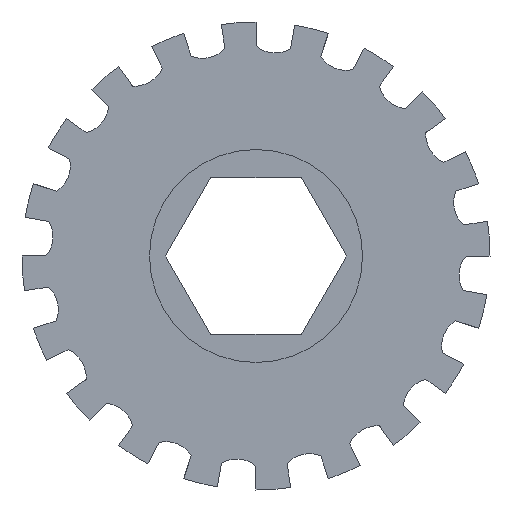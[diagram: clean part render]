
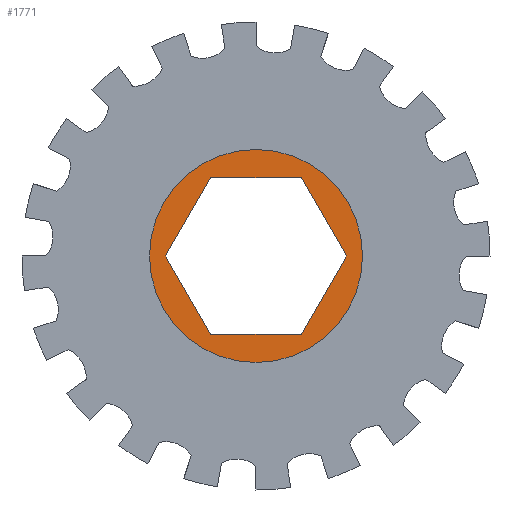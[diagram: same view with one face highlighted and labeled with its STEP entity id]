
A CAD part, front view. The second image highlights one B-rep face of the part: STEP entity #1771.
In plain terms, the highlighted planar face has unit normal (0, -1, 0).
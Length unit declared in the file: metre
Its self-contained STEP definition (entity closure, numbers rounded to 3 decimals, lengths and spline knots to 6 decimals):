
#114=CIRCLE('',#1935,0.005293);
#648=ORIENTED_EDGE('',*,*,#904,.F.);
#649=ORIENTED_EDGE('',*,*,#906,.F.);
#650=ORIENTED_EDGE('',*,*,#908,.F.);
#651=ORIENTED_EDGE('',*,*,#910,.F.);
#652=ORIENTED_EDGE('',*,*,#912,.F.);
#653=ORIENTED_EDGE('',*,*,#913,.F.);
#654=ORIENTED_EDGE('',*,*,#914,.T.);
#904=EDGE_CURVE('',#1083,#1082,#1257,.T.);
#906=EDGE_CURVE('',#1084,#1083,#1259,.T.);
#908=EDGE_CURVE('',#1085,#1084,#1261,.T.);
#910=EDGE_CURVE('',#1086,#1085,#1263,.T.);
#912=EDGE_CURVE('',#1087,#1086,#1265,.T.);
#913=EDGE_CURVE('',#1082,#1087,#1266,.T.);
#914=EDGE_CURVE('',#1088,#1088,#114,.T.);
#1082=VERTEX_POINT('',#3140);
#1083=VERTEX_POINT('',#3142);
#1084=VERTEX_POINT('',#3146);
#1085=VERTEX_POINT('',#3150);
#1086=VERTEX_POINT('',#3154);
#1087=VERTEX_POINT('',#3158);
#1088=VERTEX_POINT('',#3164);
#1257=LINE('',#3143,#1435);
#1259=LINE('',#3147,#1437);
#1261=LINE('',#3151,#1439);
#1263=LINE('',#3155,#1441);
#1265=LINE('',#3159,#1443);
#1266=LINE('',#3161,#1444);
#1435=VECTOR('',#2395,1.);
#1437=VECTOR('',#2399,1.);
#1439=VECTOR('',#2403,1.);
#1441=VECTOR('',#2407,1.);
#1443=VECTOR('',#2411,1.);
#1444=VECTOR('',#2414,1.);
#1537=EDGE_LOOP('',(#648,#649,#650,#651,#652,#653));
#1538=EDGE_LOOP('',(#654));
#1631=FACE_BOUND('',#1537,.T.);
#1632=FACE_BOUND('',#1538,.T.);
#1681=PLANE('',#1936);
#1771=ADVANCED_FACE('',(#1631,#1632),#1681,.T.);
#1935=AXIS2_PLACEMENT_3D('',#3163,#2417,#2418);
#1936=AXIS2_PLACEMENT_3D('',#3165,#2419,#2420);
#2395=DIRECTION('',(-1.,0.,0.));
#2399=DIRECTION('',(-0.5,0.,0.866));
#2403=DIRECTION('',(0.5,0.,0.866));
#2407=DIRECTION('',(1.,0.,0.));
#2411=DIRECTION('',(0.5,0.,-0.866));
#2414=DIRECTION('',(-0.5,0.,-0.866));
#2417=DIRECTION('',(0.,-1.,0.));
#2418=DIRECTION('',(-1.,0.,0.));
#2419=DIRECTION('',(0.,-1.,0.));
#2420=DIRECTION('',(1.,0.,0.));
#3140=CARTESIAN_POINT('',(-0.00225,-0.003,0.003897));
#3142=CARTESIAN_POINT('',(0.00225,-0.003,0.003897));
#3143=CARTESIAN_POINT('',(0.,-0.003,0.003897));
#3146=CARTESIAN_POINT('',(0.0045,-0.003,0.));
#3147=CARTESIAN_POINT('',(0.003375,-0.003,0.001949));
#3150=CARTESIAN_POINT('',(0.00225,-0.003,-0.003897));
#3151=CARTESIAN_POINT('',(0.003375,-0.003,-0.001949));
#3154=CARTESIAN_POINT('',(-0.00225,-0.003,-0.003897));
#3155=CARTESIAN_POINT('',(0.,-0.003,-0.003897));
#3158=CARTESIAN_POINT('',(-0.0045,-0.003,0.));
#3159=CARTESIAN_POINT('',(-0.003375,-0.003,-0.001949));
#3161=CARTESIAN_POINT('',(-0.003375,-0.003,0.001949));
#3163=CARTESIAN_POINT('',(0.,-0.003,0.));
#3164=CARTESIAN_POINT('',(-0.005293,-0.003,0.));
#3165=CARTESIAN_POINT('',(0.,-0.003,0.));
